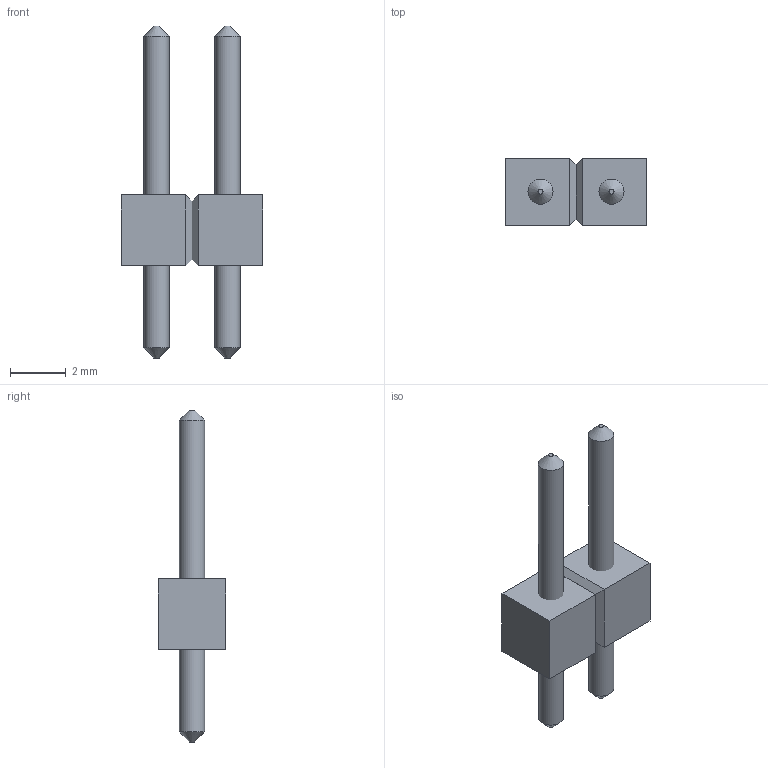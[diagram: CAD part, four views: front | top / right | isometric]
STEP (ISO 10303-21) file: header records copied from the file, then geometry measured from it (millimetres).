
FILE_DESCRIPTION(('FreeCAD Model'),'2;1');
FILE_NAME('333568.2.1.stp','2021-01-07T08:18:06',( 'Author'),(''),'Open CASCADE STEP processor 6.9','FreeCAD','Unknown' );
FILE_SCHEMA(('AUTOMOTIVE_DESIGN { 1 0 10303 214 1 1 1 1 }'));
Length unit declared in the file: millimetre
Products named in the file (3): ASSEMBLY; Body; LeadsArray
Assembly tree (2 placements, depth 2):
  ASSEMBLY
    Body
    LeadsArray
Bounding box: 5.08 x 2.41 x 11.88 mm (x, y, z)
Volume: 45.2 mm3; surface area: 130.5 mm2
Topology: 3 solids, 3 shells, 28 faces, 50 edges, 28 vertices
Faces by surface type: plane 22, cone 4, cylinder 2
Full cylindrical faces by diameter (mm): 0.9 x2
Entity records: 1353 total; most frequent: CARTESIAN_POINT 233, DIRECTION 196, LINE 114, VECTOR 114, ORIENTED_EDGE 100, PCURVE 100, DEFINITIONAL_REPRESENTATION 100, EDGE_CURVE 50
